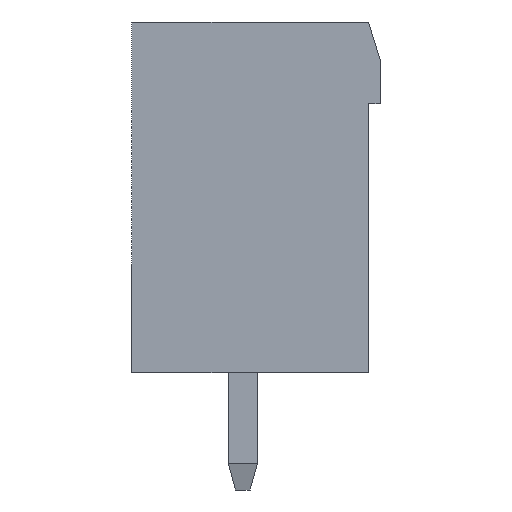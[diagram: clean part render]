
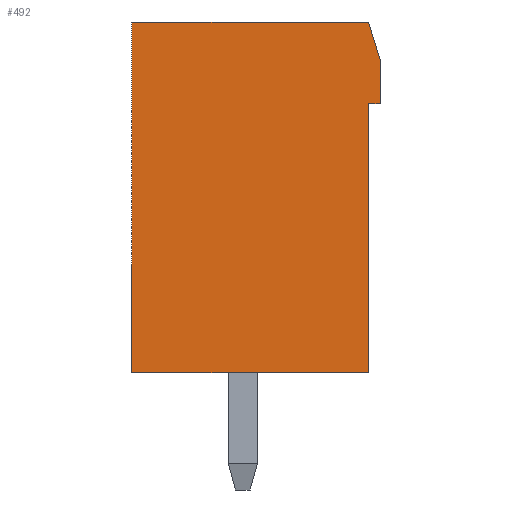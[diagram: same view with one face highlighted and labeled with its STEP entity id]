
A CAD part, left-side view. The second image highlights one B-rep face of the part: STEP entity #492.
In plain terms, the highlighted planar face has unit normal (-1, 0, 0).
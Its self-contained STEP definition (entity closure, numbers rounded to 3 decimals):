
#492 = ADVANCED_FACE( '', ( #1172 ), #1173, .T. );
#1172 = FACE_OUTER_BOUND( '', #2097, .T. );
#1173 = PLANE( '', #2098 );
#2097 = EDGE_LOOP( '', ( #3236, #3237, #3238, #3239, #3240, #3241, #3242 ) );
#2098 = AXIS2_PLACEMENT_3D( '', #3243, #3244, #3245 );
#3236 = ORIENTED_EDGE( '', *, *, #5935, .T. );
#3237 = ORIENTED_EDGE( '', *, *, #5936, .T. );
#3238 = ORIENTED_EDGE( '', *, *, #5741, .T. );
#3239 = ORIENTED_EDGE( '', *, *, #5937, .T. );
#3240 = ORIENTED_EDGE( '', *, *, #5938, .T. );
#3241 = ORIENTED_EDGE( '', *, *, #5939, .T. );
#3242 = ORIENTED_EDGE( '', *, *, #5940, .T. );
#3243 = CARTESIAN_POINT( '', ( -21.32, 0., 0. ) );
#3244 = DIRECTION( '', ( -1., 0., 0. ) );
#3245 = DIRECTION( '', ( 0., 0., 1. ) );
#5741 = EDGE_CURVE( '', #6875, #6876, #6877, .T. );
#5935 = EDGE_CURVE( '', #7226, #7227, #7228, .T. );
#5936 = EDGE_CURVE( '', #7227, #6875, #7229, .T. );
#5937 = EDGE_CURVE( '', #6876, #7230, #7231, .T. );
#5938 = EDGE_CURVE( '', #7230, #7232, #7233, .T. );
#5939 = EDGE_CURVE( '', #7232, #7234, #7235, .T. );
#5940 = EDGE_CURVE( '', #7234, #7226, #7236, .T. );
#6875 = VERTEX_POINT( '', #8555 );
#6876 = VERTEX_POINT( '', #8556 );
#6877 = LINE( '', #8557, #8558 );
#7226 = VERTEX_POINT( '', #9057 );
#7227 = VERTEX_POINT( '', #9058 );
#7228 = LINE( '', #9059, #9060 );
#7229 = LINE( '', #9061, #9062 );
#7230 = VERTEX_POINT( '', #9063 );
#7231 = LINE( '', #9064, #9065 );
#7232 = VERTEX_POINT( '', #9066 );
#7233 = LINE( '', #9067, #9068 );
#7234 = VERTEX_POINT( '', #9069 );
#7235 = LINE( '', #9070, #9071 );
#7236 = LINE( '', #9072, #9073 );
#8555 = CARTESIAN_POINT( '', ( -21.32, 4.05, 6. ) );
#8556 = CARTESIAN_POINT( '', ( -21.32, 4.05, -6. ) );
#8557 = CARTESIAN_POINT( '', ( -21.32, 4.05, 6. ) );
#8558 = VECTOR( '', #10926, 1000. );
#9057 = CARTESIAN_POINT( '', ( -21.32, -4.45, 4.7 ) );
#9058 = CARTESIAN_POINT( '', ( -21.32, -4.05, 6. ) );
#9059 = CARTESIAN_POINT( '', ( -21.32, -4.45, 4.7 ) );
#9060 = VECTOR( '', #11116, 1000. );
#9061 = CARTESIAN_POINT( '', ( -21.32, -4.05, 6. ) );
#9062 = VECTOR( '', #11117, 1000. );
#9063 = CARTESIAN_POINT( '', ( -21.32, -4.05, -6. ) );
#9064 = CARTESIAN_POINT( '', ( -21.32, 4.05, -6. ) );
#9065 = VECTOR( '', #11118, 1000. );
#9066 = CARTESIAN_POINT( '', ( -21.32, -4.05, 3.2 ) );
#9067 = CARTESIAN_POINT( '', ( -21.32, -4.05, -6. ) );
#9068 = VECTOR( '', #11119, 1000. );
#9069 = CARTESIAN_POINT( '', ( -21.32, -4.45, 3.2 ) );
#9070 = CARTESIAN_POINT( '', ( -21.32, -4.05, 3.2 ) );
#9071 = VECTOR( '', #11120, 1000. );
#9072 = CARTESIAN_POINT( '', ( -21.32, -4.45, 3.2 ) );
#9073 = VECTOR( '', #11121, 1000. );
#10926 = DIRECTION( '', ( 0., 0., -1. ) );
#11116 = DIRECTION( '', ( 0., 0.294, 0.956 ) );
#11117 = DIRECTION( '', ( 0., 1., 0. ) );
#11118 = DIRECTION( '', ( 0., -1., 0. ) );
#11119 = DIRECTION( '', ( 0., 0., 1. ) );
#11120 = DIRECTION( '', ( 0., -1., 0. ) );
#11121 = DIRECTION( '', ( 0., 0., 1. ) );
